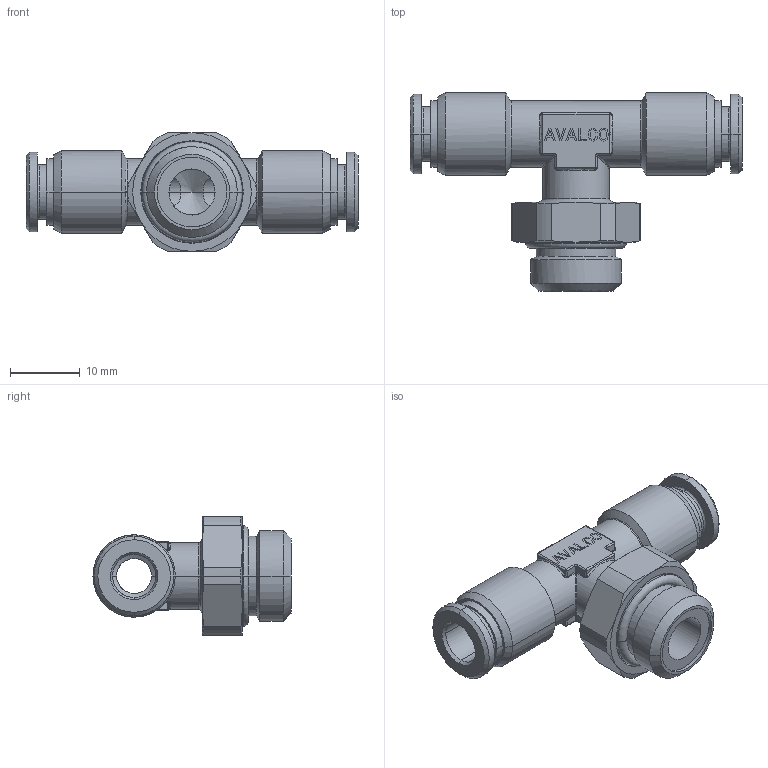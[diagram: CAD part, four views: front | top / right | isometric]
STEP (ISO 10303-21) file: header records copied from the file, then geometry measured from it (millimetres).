
FILE_DESCRIPTION(('CATIA V5 STEP Exchange'),'2;1');
FILE_NAME('PR417B-06G14.stp','2018-04-14T14:31:56+00:00',('none'),('none'),'CATIA Version 5 Release 21 GA (IN-10)','CATIA V5 STEP AP203','none');
FILE_SCHEMA(('CONFIG_CONTROL_DESIGN'));
Length unit declared in the file: millimetre
Products named in the file (1): PR417B-06G14
Bounding box: 47.6 x 28.4 x 17 mm (x, y, z)
Volume: 4855 mm3; surface area: 4927.4 mm2
Topology: 2 solids, 2 shells, 512 faces, 1281 edges, 793 vertices
Faces by surface type: plane 272, cylinder 102, cone 54, torus 42, bspline 22, sphere 20
Entity records: 16883 total; most frequent: CARTESIAN_POINT 5402, ORIENTED_EDGE 2558, DIRECTION 1965, EDGE_CURVE 1279, VECTOR 819, LINE 819, VERTEX_POINT 793, AXIS2_PLACEMENT_3D 699
